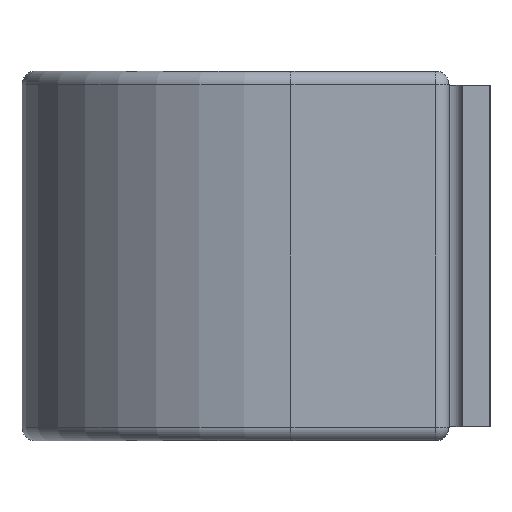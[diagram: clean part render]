
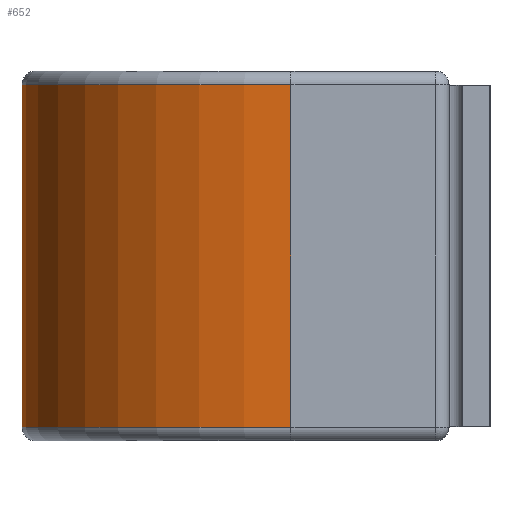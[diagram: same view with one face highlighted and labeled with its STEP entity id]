
A CAD part, left-side view. The second image highlights one B-rep face of the part: STEP entity #652.
In plain terms, the highlighted cylindrical face has radius 15.011 mm (diameter 30.023 mm), a partial arc.
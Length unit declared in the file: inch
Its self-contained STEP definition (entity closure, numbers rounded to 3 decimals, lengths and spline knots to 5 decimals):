
#56 = ORIENTED_EDGE ( 'NONE', *, *, #889, .T. ) ;
#113 = CARTESIAN_POINT ( 'NONE',  ( 2.028, 0.43725, -0.37625 ) ) ;
#121 = FACE_OUTER_BOUND ( 'NONE', #532, .T. ) ;
#172 = DIRECTION ( 'NONE',  ( 0., 0., 1. ) ) ;
#216 = CARTESIAN_POINT ( 'NONE',  ( 2.028, 0.43725, 0.37625 ) ) ;
#261 = ORIENTED_EDGE ( 'NONE', *, *, #1969, .T. ) ;
#288 = VECTOR ( 'NONE', #1407, 39.37008 ) ;
#367 = EDGE_CURVE ( 'NONE', #1196, #1667, #1466, .T. ) ;
#532 = EDGE_LOOP ( 'NONE', ( #853, #56, #261, #625 ) ) ;
#625 = ORIENTED_EDGE ( 'NONE', *, *, #1507, .F. ) ;
#652 = ADVANCED_FACE ( 'NONE', ( #121 ), #1132, .T. ) ;
#741 = CARTESIAN_POINT ( 'NONE',  ( 1.437, 0.43725, -0.37625 ) ) ;
#853 = ORIENTED_EDGE ( 'NONE', *, *, #367, .F. ) ;
#889 = EDGE_CURVE ( 'NONE', #1196, #1974, #1009, .T. ) ;
#898 = DIRECTION ( 'NONE',  ( 1., 0., 0. ) ) ;
#940 = VECTOR ( 'NONE', #1853, 39.37008 ) ;
#1009 = CIRCLE ( 'NONE', #1387, 0.591 ) ;
#1020 = AXIS2_PLACEMENT_3D ( 'NONE', #1329, #1494, #1178 ) ;
#1104 = CARTESIAN_POINT ( 'NONE',  ( 1.437, 0.43725, 0.37625 ) ) ;
#1132 = CYLINDRICAL_SURFACE ( 'NONE', #1020, 0.591 ) ;
#1178 = DIRECTION ( 'NONE',  ( 1., 0., 0. ) ) ;
#1196 = VERTEX_POINT ( 'NONE', #1603 ) ;
#1259 = DIRECTION ( 'NONE',  ( 1., 0., 0. ) ) ;
#1262 = VERTEX_POINT ( 'NONE', #1764 ) ;
#1329 = CARTESIAN_POINT ( 'NONE',  ( 1.437, 0.43725, 0.375 ) ) ;
#1387 = AXIS2_PLACEMENT_3D ( 'NONE', #741, #1797, #898 ) ;
#1407 = DIRECTION ( 'NONE',  ( 0., 0., 1. ) ) ;
#1410 = CARTESIAN_POINT ( 'NONE',  ( 0.846, 0.43725, -0.37625 ) ) ;
#1418 = CARTESIAN_POINT ( 'NONE',  ( 0.846, 0.43725, -0.37625 ) ) ;
#1466 = LINE ( 'NONE', #113, #288 ) ;
#1478 = CIRCLE ( 'NONE', #1986, 0.591 ) ;
#1494 = DIRECTION ( 'NONE',  ( 0., 0., 1. ) ) ;
#1507 = EDGE_CURVE ( 'NONE', #1667, #1262, #1478, .T. ) ;
#1603 = CARTESIAN_POINT ( 'NONE',  ( 2.028, 0.43725, -0.37625 ) ) ;
#1667 = VERTEX_POINT ( 'NONE', #216 ) ;
#1744 = LINE ( 'NONE', #1410, #940 ) ;
#1764 = CARTESIAN_POINT ( 'NONE',  ( 0.846, 0.43725, 0.37625 ) ) ;
#1797 = DIRECTION ( 'NONE',  ( 0., 0., 1. ) ) ;
#1853 = DIRECTION ( 'NONE',  ( 0., 0., 1. ) ) ;
#1969 = EDGE_CURVE ( 'NONE', #1974, #1262, #1744, .T. ) ;
#1974 = VERTEX_POINT ( 'NONE', #1418 ) ;
#1986 = AXIS2_PLACEMENT_3D ( 'NONE', #1104, #172, #1259 ) ;
